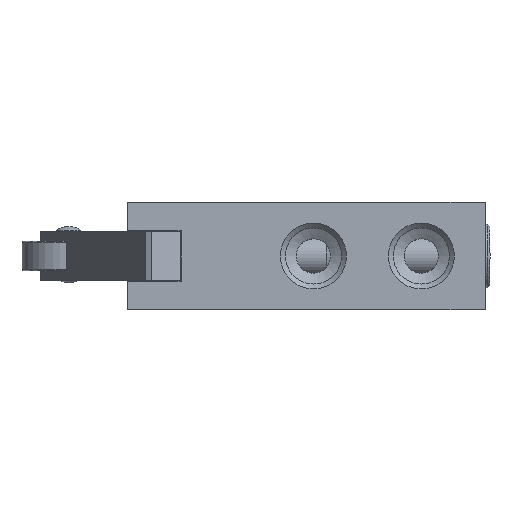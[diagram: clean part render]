
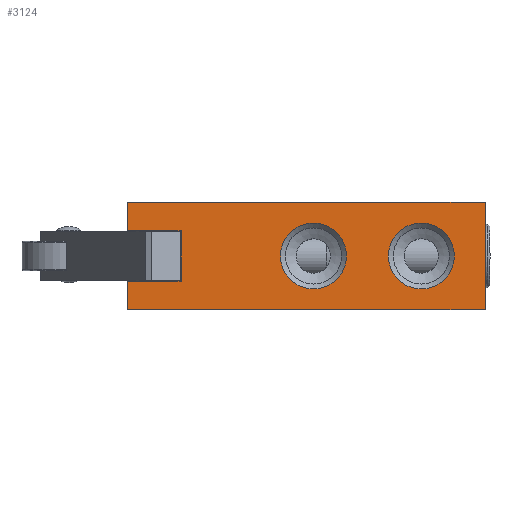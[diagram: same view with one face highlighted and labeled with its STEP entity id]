
A CAD part, front view. The second image highlights one B-rep face of the part: STEP entity #3124.
In plain terms, the highlighted planar face has unit normal (0, -1, 0).
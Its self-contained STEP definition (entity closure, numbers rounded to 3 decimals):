
#190=LINE('',#5470,#375);
#211=LINE('',#5686,#396);
#226=LINE('',#5890,#411);
#231=LINE('',#5904,#416);
#232=LINE('',#5906,#417);
#233=LINE('',#5907,#418);
#234=LINE('',#5908,#419);
#235=LINE('',#5910,#420);
#375=VECTOR('',#4655,1000.);
#396=VECTOR('',#4692,1000.);
#411=VECTOR('',#4723,1000.);
#416=VECTOR('',#4734,1000.);
#417=VECTOR('',#4735,1000.);
#418=VECTOR('',#4736,1000.);
#419=VECTOR('',#4737,1000.);
#420=VECTOR('',#4738,1000.);
#767=ORIENTED_EDGE('',*,*,#1565,.T.);
#768=ORIENTED_EDGE('',*,*,#1566,.T.);
#769=ORIENTED_EDGE('',*,*,#1470,.F.);
#770=ORIENTED_EDGE('',*,*,#1567,.T.);
#771=ORIENTED_EDGE('',*,*,#1568,.F.);
#772=ORIENTED_EDGE('',*,*,#1518,.F.);
#773=ORIENTED_EDGE('',*,*,#1569,.F.);
#774=ORIENTED_EDGE('',*,*,#1560,.T.);
#775=ORIENTED_EDGE('',*,*,#1570,.F.);
#776=ORIENTED_EDGE('',*,*,#1571,.F.);
#1470=EDGE_CURVE('',#1874,#1876,#190,.T.);
#1518=EDGE_CURVE('',#1922,#1923,#211,.T.);
#1560=EDGE_CURVE('',#1964,#1965,#226,.T.);
#1565=EDGE_CURVE('',#1968,#1968,#2209,.T.);
#1566=EDGE_CURVE('',#1969,#1969,#2210,.T.);
#1567=EDGE_CURVE('',#1874,#1970,#231,.T.);
#1568=EDGE_CURVE('',#1923,#1970,#232,.T.);
#1569=EDGE_CURVE('',#1964,#1922,#233,.T.);
#1570=EDGE_CURVE('',#1971,#1965,#234,.T.);
#1571=EDGE_CURVE('',#1876,#1971,#235,.T.);
#1874=VERTEX_POINT('',#5468);
#1876=VERTEX_POINT('',#5471);
#1922=VERTEX_POINT('',#5685);
#1923=VERTEX_POINT('',#5687);
#1964=VERTEX_POINT('',#5891);
#1965=VERTEX_POINT('',#5892);
#1968=VERTEX_POINT('',#5901);
#1969=VERTEX_POINT('',#5903);
#1970=VERTEX_POINT('',#5905);
#1971=VERTEX_POINT('',#5909);
#2209=CIRCLE('',#4327,6.723);
#2210=CIRCLE('',#4328,6.723);
#2348=EDGE_LOOP('',(#767));
#2349=EDGE_LOOP('',(#768));
#2350=EDGE_LOOP('',(#769,#770,#771,#772,#773,#774,#775,#776));
#2700=FACE_BOUND('',#2348,.T.);
#2701=FACE_BOUND('',#2349,.T.);
#2702=FACE_BOUND('',#2350,.T.);
#3031=PLANE('',#4326);
#3124=ADVANCED_FACE('',(#2700,#2701,#2702),#3031,.F.);
#4326=AXIS2_PLACEMENT_3D('',#5899,#4728,#4729);
#4327=AXIS2_PLACEMENT_3D('',#5900,#4730,#4731);
#4328=AXIS2_PLACEMENT_3D('',#5902,#4732,#4733);
#4655=DIRECTION('',(0.,0.,1.));
#4692=DIRECTION('',(-1.,0.,0.));
#4723=DIRECTION('',(-1.,0.,0.));
#4728=DIRECTION('',(0.,1.,0.));
#4729=DIRECTION('',(1.,0.,0.));
#4730=DIRECTION('',(0.,1.,0.));
#4731=DIRECTION('',(1.,0.,0.));
#4732=DIRECTION('',(0.,1.,0.));
#4733=DIRECTION('',(1.,0.,0.));
#4734=DIRECTION('',(-1.,0.,0.));
#4735=DIRECTION('',(0.,0.,1.));
#4736=DIRECTION('',(0.,0.,-1.));
#4737=DIRECTION('',(0.,0.,1.));
#4738=DIRECTION('',(-1.,0.,0.));
#5468=CARTESIAN_POINT('',(-62.,-20.,-5.1));
#5470=CARTESIAN_POINT('',(-62.,-20.,-5.1));
#5471=CARTESIAN_POINT('',(-62.,-20.,5.1));
#5685=CARTESIAN_POINT('',(0.,-20.,-11.));
#5686=CARTESIAN_POINT('',(0.,-20.,-11.));
#5687=CARTESIAN_POINT('',(-73.,-20.,-11.));
#5890=CARTESIAN_POINT('',(0.,-20.,11.));
#5891=CARTESIAN_POINT('',(0.,-20.,11.));
#5892=CARTESIAN_POINT('',(-73.,-20.,11.));
#5899=CARTESIAN_POINT('',(-73.,-20.,11.));
#5900=CARTESIAN_POINT('',(-13.,-20.,0.));
#5901=CARTESIAN_POINT('',(-6.278,-20.,0.));
#5902=CARTESIAN_POINT('',(-35.,-20.,0.));
#5903=CARTESIAN_POINT('',(-28.278,-20.,0.));
#5904=CARTESIAN_POINT('',(-62.,-20.,-5.1));
#5905=CARTESIAN_POINT('',(-73.,-20.,-5.1));
#5906=CARTESIAN_POINT('',(-73.,-20.,-11.));
#5907=CARTESIAN_POINT('',(0.,-20.,11.));
#5908=CARTESIAN_POINT('',(-73.,-20.,5.1));
#5909=CARTESIAN_POINT('',(-73.,-20.,5.1));
#5910=CARTESIAN_POINT('',(-62.,-20.,5.1));
